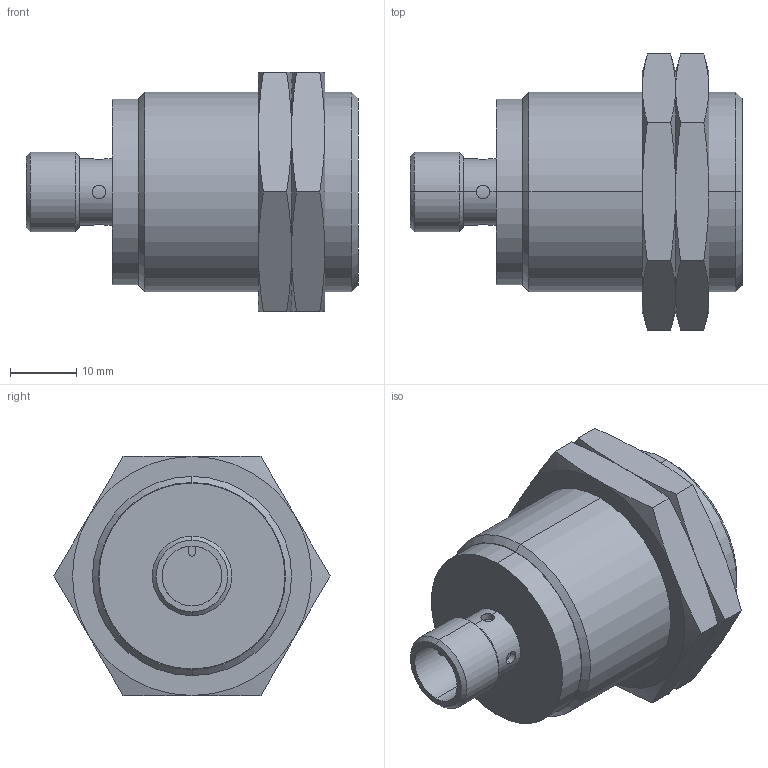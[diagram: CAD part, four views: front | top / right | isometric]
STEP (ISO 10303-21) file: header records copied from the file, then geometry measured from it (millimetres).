
FILE_DESCRIPTION (( 'STEP AP214' ), '1' );
FILE_NAME ('PFT1-AP-3H.step', '2018-04-17T19:35:51', ( '' ), ( '' ), 'SwSTEP 2.0', 'SolidWorks 2017', '' );
FILE_SCHEMA (( 'AUTOMOTIVE_DESIGN' ));
Length unit declared in the file: inch
Products named in the file (1): PFT1-AP-3H
Bounding box: 50 x 41.57 x 36 mm (x, y, z)
Volume: 31231 mm3; surface area: 9329.4 mm2
Topology: 3 solids, 3 shells, 93 faces, 197 edges, 116 vertices
Faces by surface type: cone 40, cylinder 28, plane 25
Entity records: 4118 total; most frequent: CARTESIAN_POINT 919, ORIENTED_EDGE 394, DIRECTION 393, EDGE_CURVE 197, AXIS2_PLACEMENT_3D 166, VERTEX_POINT 116, EDGE_LOOP 103, UNCERTAINTY_MEASURE_WITH_UNIT 98
